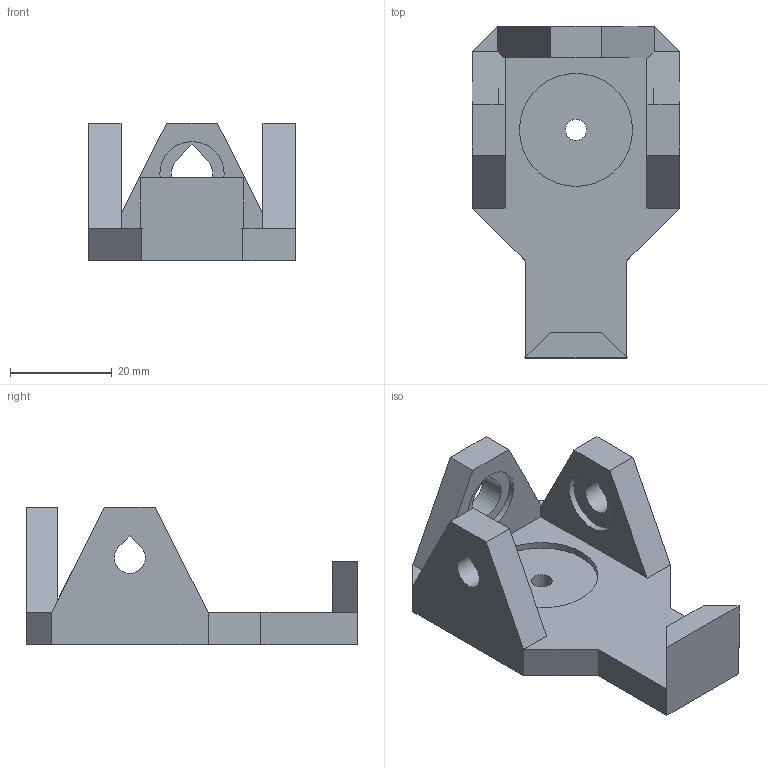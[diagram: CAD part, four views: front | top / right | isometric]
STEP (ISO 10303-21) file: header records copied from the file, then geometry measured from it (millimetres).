
FILE_DESCRIPTION(/* description */ (''),/* implementation_level */ '2;1');
FILE_NAME(/* name */ 'Housing.step',/* time_stamp */ '2025-09-09T22:25:45+02:00',/* author */ (''),/* organization */ (''),/* preprocessor_version */ 'ST-DEVELOPER v20.1',/* originating_system */ 'Autodesk Translation Framework v14.10.0.0',/* authorisation */ '');
FILE_SCHEMA (('AUTOMOTIVE_DESIGN { 1 0 10303 214 3 1 1 }'));
Length unit declared in the file: millimetre
Products named in the file (1): 2025-09-09-22-25-45-225
Bounding box: 40.77 x 65.22 x 27 mm (x, y, z)
Volume: 20622.2 mm3; surface area: 9329.2 mm2
Topology: 1 solids, 1 shells, 52 faces, 130 edges, 84 vertices
Faces by surface type: plane 44, cylinder 8
Full cylindrical faces by diameter (mm): 4.15 x1, 12.64 x3, 22.226 x1
Entity records: 1575 total; most frequent: CARTESIAN_POINT 267, ORIENTED_EDGE 260, DIRECTION 252, EDGE_CURVE 130, LINE 114, VECTOR 114, VERTEX_POINT 84, AXIS2_PLACEMENT_3D 69
